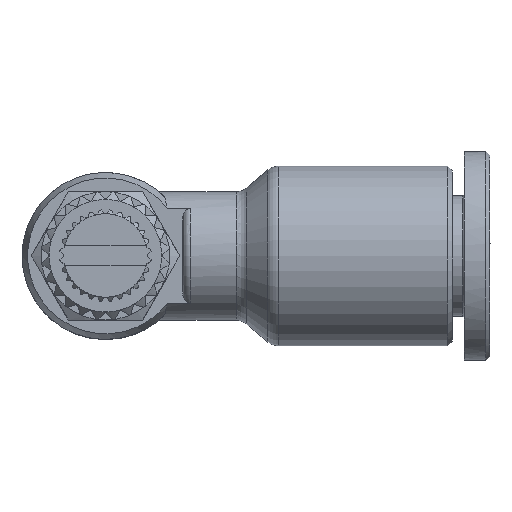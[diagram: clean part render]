
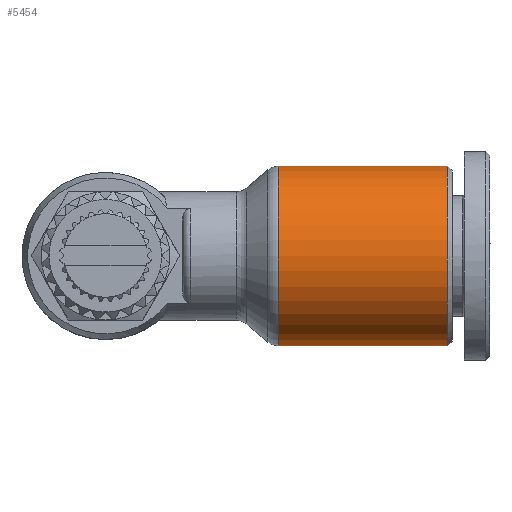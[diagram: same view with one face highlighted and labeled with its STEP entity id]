
A CAD part, top view. The second image highlights one B-rep face of the part: STEP entity #5454.
In plain terms, the highlighted cylindrical face has radius 5.6 mm (diameter 11.2 mm), a full revolution.
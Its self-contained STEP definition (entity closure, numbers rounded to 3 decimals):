
#121=CYLINDRICAL_SURFACE('',#6075,5.6);
#2609=ORIENTED_EDGE('',*,*,#3414,.F.);
#2610=ORIENTED_EDGE('',*,*,#3397,.F.);
#3397=EDGE_CURVE('',#3900,#3900,#4158,.T.);
#3414=EDGE_CURVE('',#3914,#3914,#4172,.T.);
#3900=VERTEX_POINT('',#10164);
#3914=VERTEX_POINT('',#10296);
#4158=CIRCLE('',#6033,5.6);
#4172=CIRCLE('',#6074,5.6);
#4569=EDGE_LOOP('',(#2609));
#4570=EDGE_LOOP('',(#2610));
#4967=FACE_BOUND('',#4569,.T.);
#4968=FACE_BOUND('',#4570,.T.);
#5454=ADVANCED_FACE('',(#4967,#4968),#121,.T.);
#6033=AXIS2_PLACEMENT_3D('',#10163,#7427,#7428);
#6074=AXIS2_PLACEMENT_3D('',#10295,#7509,#7510);
#6075=AXIS2_PLACEMENT_3D('',#10297,#7511,#7512);
#7427=DIRECTION('',(1.,0.,0.));
#7428=DIRECTION('',(0.,0.,-1.));
#7509=DIRECTION('',(-1.,0.,0.));
#7510=DIRECTION('',(0.,0.,-1.));
#7511=DIRECTION('',(-1.,0.,0.));
#7512=DIRECTION('',(0.,0.,1.));
#10163=CARTESIAN_POINT('',(53.824,17.287,1.502));
#10164=CARTESIAN_POINT('',(53.824,17.287,-4.098));
#10295=CARTESIAN_POINT('',(43.289,17.287,1.502));
#10296=CARTESIAN_POINT('',(43.289,17.287,-4.098));
#10297=CARTESIAN_POINT('',(47.224,17.287,1.502));
